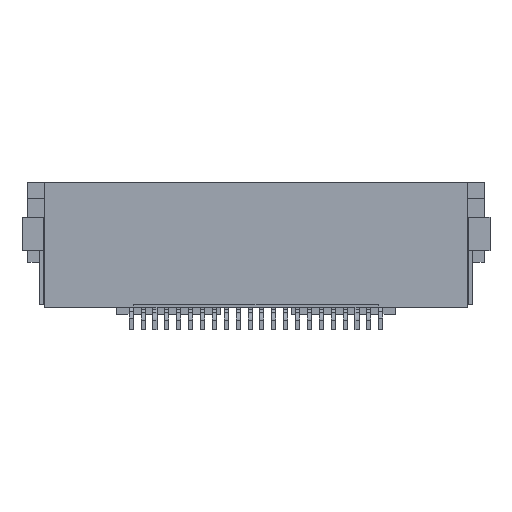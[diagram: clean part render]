
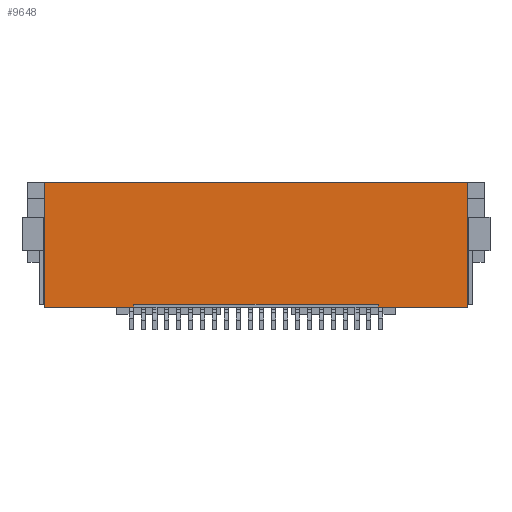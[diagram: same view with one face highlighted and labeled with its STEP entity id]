
A CAD part, front view. The second image highlights one B-rep face of the part: STEP entity #9648.
In plain terms, the highlighted planar face has unit normal (0, -1, 0).
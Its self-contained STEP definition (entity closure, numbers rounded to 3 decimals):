
#717=DIRECTION('',(1.,0.,0.));
#718=VECTOR('',#717,17.79);
#719=CARTESIAN_POINT('',(-8.895,-1.83,2.625));
#720=LINE('',#719,#718);
#761=DIRECTION('',(0.,0.,1.));
#762=VECTOR('',#761,0.12);
#763=CARTESIAN_POINT('',(-5.15,-1.83,-2.625));
#764=LINE('',#763,#762);
#765=DIRECTION('',(0.,0.,1.));
#766=VECTOR('',#765,5.25);
#767=CARTESIAN_POINT('',(-8.895,-1.83,-2.625));
#768=LINE('',#767,#766);
#769=DIRECTION('',(0.,0.,1.));
#770=VECTOR('',#769,0.12);
#771=CARTESIAN_POINT('',(5.15,-1.83,-2.625));
#772=LINE('',#771,#770);
#773=DIRECTION('',(1.,0.,0.));
#774=VECTOR('',#773,10.3);
#775=CARTESIAN_POINT('',(-5.15,-1.83,-2.505));
#776=LINE('',#775,#774);
#797=DIRECTION('',(1.,0.,0.));
#798=VECTOR('',#797,3.745);
#799=CARTESIAN_POINT('',(5.15,-1.83,-2.625));
#800=LINE('',#799,#798);
#849=DIRECTION('',(1.,0.,0.));
#850=VECTOR('',#849,3.745);
#851=CARTESIAN_POINT('',(-8.895,-1.83,-2.625));
#852=LINE('',#851,#850);
#909=DIRECTION('',(0.,0.,1.));
#910=VECTOR('',#909,5.25);
#911=CARTESIAN_POINT('',(8.895,-1.83,-2.625));
#912=LINE('',#911,#910);
#6841=CARTESIAN_POINT('',(-8.895,-1.83,2.625));
#6842=CARTESIAN_POINT('',(8.895,-1.83,2.625));
#6843=VERTEX_POINT('',#6841);
#6844=VERTEX_POINT('',#6842);
#6857=CARTESIAN_POINT('',(-8.895,-1.83,-2.625));
#6858=VERTEX_POINT('',#6857);
#6859=CARTESIAN_POINT('',(8.895,-1.83,-2.625));
#6860=VERTEX_POINT('',#6859);
#7053=CARTESIAN_POINT('',(-5.15,-1.83,-2.625));
#7055=VERTEX_POINT('',#7053);
#7057=CARTESIAN_POINT('',(5.15,-1.83,-2.625));
#7059=VERTEX_POINT('',#7057);
#7061=CARTESIAN_POINT('',(-5.15,-1.83,-2.505));
#7062=VERTEX_POINT('',#7061);
#7063=CARTESIAN_POINT('',(5.15,-1.83,-2.505));
#7064=VERTEX_POINT('',#7063);
#9627=CARTESIAN_POINT('',(-8.895,-1.83,-2.625));
#9628=DIRECTION('',(0.,-1.,0.));
#9629=DIRECTION('',(1.,0.,0.));
#9630=AXIS2_PLACEMENT_3D('',#9627,#9628,#9629);
#9631=PLANE('',#9630);
#9633=ORIENTED_EDGE('',*,*,#9632,.F.);
#9635=ORIENTED_EDGE('',*,*,#9634,.F.);
#9636=ORIENTED_EDGE('',*,*,#9614,.T.);
#9637=ORIENTED_EDGE('',*,*,#9576,.T.);
#9639=ORIENTED_EDGE('',*,*,#9638,.F.);
#9641=ORIENTED_EDGE('',*,*,#9640,.F.);
#9643=ORIENTED_EDGE('',*,*,#9642,.T.);
#9645=ORIENTED_EDGE('',*,*,#9644,.F.);
#9646=EDGE_LOOP('',(#9633,#9635,#9636,#9637,#9639,#9641,#9643,#9645));
#9647=FACE_OUTER_BOUND('',#9646,.F.);
#9648=ADVANCED_FACE('',(#9647),#9631,.T.);
#9576=EDGE_CURVE('',#6843,#6844,#720,.T.);
#9614=EDGE_CURVE('',#6858,#6843,#768,.T.);
#9632=EDGE_CURVE('',#7055,#7062,#764,.T.);
#9634=EDGE_CURVE('',#6858,#7055,#852,.T.);
#9638=EDGE_CURVE('',#6860,#6844,#912,.T.);
#9640=EDGE_CURVE('',#7059,#6860,#800,.T.);
#9642=EDGE_CURVE('',#7059,#7064,#772,.T.);
#9644=EDGE_CURVE('',#7062,#7064,#776,.T.);
